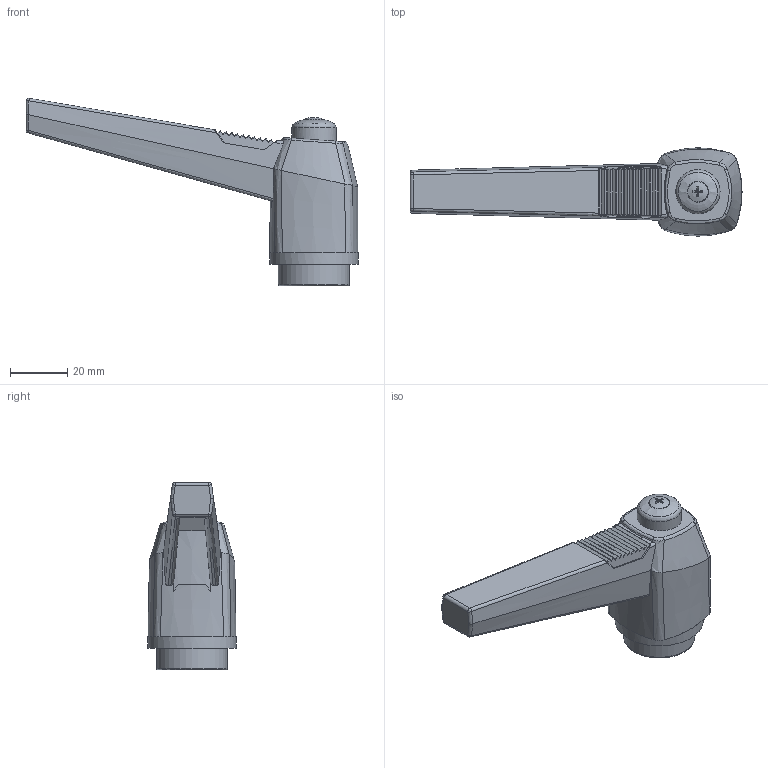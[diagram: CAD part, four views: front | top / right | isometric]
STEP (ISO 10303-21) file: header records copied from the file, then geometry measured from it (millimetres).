
FILE_DESCRIPTION( ( 'Unknown' ), '1' );
FILE_NAME( '6358015_KRB100.stp', 'Unknown', ( 'Unknown' ), ( 'Unknown' ), 'PSStep 11.0', 'Unknown', ' ' );
FILE_SCHEMA( ( 'AUTOMOTIVE_DESIGN { 1 0 10303 214 1 1 1 1 }' ) );
Length unit declared in the file: millimetre
Products named in the file (1): 1840040
Bounding box: 115.72 x 30.73 x 65.32 mm (x, y, z)
Volume: 44068.8 mm3; surface area: 18166.5 mm2
Topology: 1 solids, 5 shells, 319 faces, 784 edges, 440 vertices
Faces by surface type: bspline 142, plane 84, cylinder 82, sphere 5, torus 4, cone 2
Full cylindrical faces by diameter (mm): 3.5 x1, 3.87 x1, 4.63 x1, 7.3 x1, 7.35 x1, 9 x2, 11.835 x1, 13 x1, 13.847 x1, 15.4 x1, 17 x1, 18 x1, 18.35 x1, 24.5 x1, 24.73 x1, 25 x1, 30.73 x1
Entity records: 18437 total; most frequent: CARTESIAN_POINT 9488, ORIENTED_EDGE 1406, DIRECTION 1200, EDGE_CURVE 703, AXIS2_PLACEMENT_3D 507, VERTEX_POINT 428, EDGE_LOOP 359, FACE_OUTER_BOUND 343
